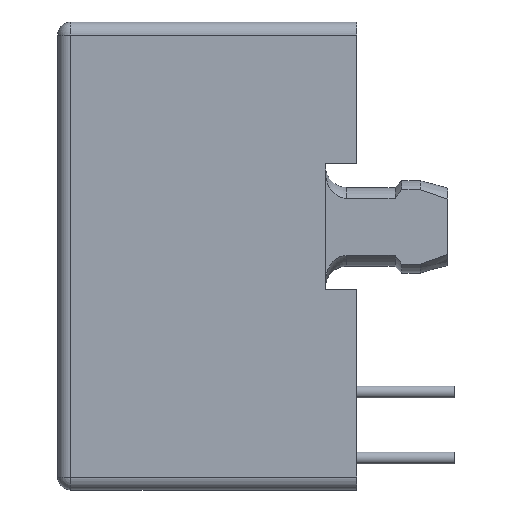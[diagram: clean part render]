
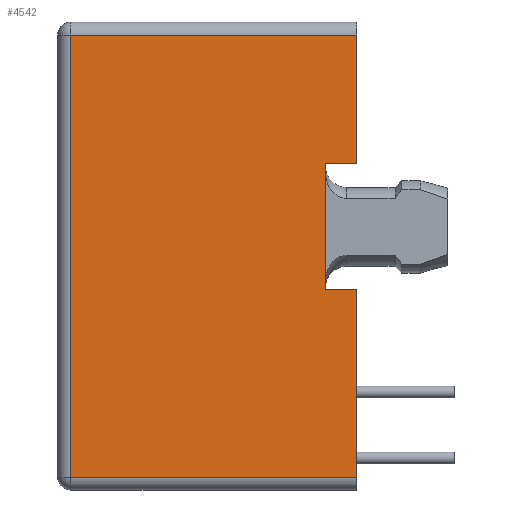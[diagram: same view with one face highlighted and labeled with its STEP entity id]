
A CAD part, left-side view. The second image highlights one B-rep face of the part: STEP entity #4542.
In plain terms, the highlighted planar face has unit normal (-1, 0, 0).
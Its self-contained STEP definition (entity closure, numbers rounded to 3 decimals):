
#7 = CARTESIAN_POINT ( 'NONE',  ( -6.6, 0., 7.38 ) ) ;
#77 = VECTOR ( 'NONE', #3128, 1000. ) ;
#222 = ORIENTED_EDGE ( 'NONE', *, *, #1933, .T. ) ;
#276 = CARTESIAN_POINT ( 'NONE',  ( -6.6, 1.2, -2.42 ) ) ;
#293 = VERTEX_POINT ( 'NONE', #4605 ) ;
#598 = CARTESIAN_POINT ( 'NONE',  ( -6.6, 11., -9.62 ) ) ;
#602 = ORIENTED_EDGE ( 'NONE', *, *, #3599, .F. ) ;
#683 = CARTESIAN_POINT ( 'NONE',  ( -6.6, 0., -9.62 ) ) ;
#823 = CARTESIAN_POINT ( 'NONE',  ( -6.6, 0., -2.42 ) ) ;
#828 = VECTOR ( 'NONE', #1606, 1000. ) ;
#873 = VERTEX_POINT ( 'NONE', #2709 ) ;
#906 = LINE ( 'NONE', #1739, #3971 ) ;
#965 = VERTEX_POINT ( 'NONE', #966 ) ;
#966 = CARTESIAN_POINT ( 'NONE',  ( -6.6, 0., -2.42 ) ) ;
#1102 = VERTEX_POINT ( 'NONE', #276 ) ;
#1165 = AXIS2_PLACEMENT_3D ( 'NONE', #2194, #2502, #4956 ) ;
#1189 = EDGE_CURVE ( 'NONE', #873, #1814, #3562, .T. ) ;
#1303 = CARTESIAN_POINT ( 'NONE',  ( -6.6, 1.2, 2.42 ) ) ;
#1367 = FACE_OUTER_BOUND ( 'NONE', #3991, .T. ) ;
#1525 = CARTESIAN_POINT ( 'NONE',  ( -6.6, 0., 2.42 ) ) ;
#1599 = LINE ( 'NONE', #4029, #2975 ) ;
#1606 = DIRECTION ( 'NONE',  ( 0., 1., 0. ) ) ;
#1739 = CARTESIAN_POINT ( 'NONE',  ( -6.6, 11., 7.38 ) ) ;
#1814 = VERTEX_POINT ( 'NONE', #2710 ) ;
#1855 = DIRECTION ( 'NONE',  ( 0., 0., 1. ) ) ;
#1898 = VECTOR ( 'NONE', #4236, 1000. ) ;
#1912 = LINE ( 'NONE', #1525, #77 ) ;
#1933 = EDGE_CURVE ( 'NONE', #2214, #4986, #1912, .T. ) ;
#2194 = CARTESIAN_POINT ( 'NONE',  ( -6.6, 11.5, 7.88 ) ) ;
#2196 = CARTESIAN_POINT ( 'NONE',  ( -6.6, 0., 2.42 ) ) ;
#2214 = VERTEX_POINT ( 'NONE', #2196 ) ;
#2237 = VECTOR ( 'NONE', #3009, 1000. ) ;
#2292 = LINE ( 'NONE', #2603, #4540 ) ;
#2459 = VECTOR ( 'NONE', #4379, 1000. ) ;
#2502 = DIRECTION ( 'NONE',  ( -1., 0., 0. ) ) ;
#2603 = CARTESIAN_POINT ( 'NONE',  ( -6.6, 1.2, -2.42 ) ) ;
#2659 = LINE ( 'NONE', #683, #1898 ) ;
#2671 = EDGE_CURVE ( 'NONE', #2214, #3154, #1599, .T. ) ;
#2709 = CARTESIAN_POINT ( 'NONE',  ( -6.6, 0., -9.62 ) ) ;
#2710 = CARTESIAN_POINT ( 'NONE',  ( -6.6, 11., -9.62 ) ) ;
#2867 = ORIENTED_EDGE ( 'NONE', *, *, #2927, .T. ) ;
#2887 = ORIENTED_EDGE ( 'NONE', *, *, #2926, .T. ) ;
#2892 = DIRECTION ( 'NONE',  ( 0., 1., 0. ) ) ;
#2926 = EDGE_CURVE ( 'NONE', #873, #965, #2659, .T. ) ;
#2927 = EDGE_CURVE ( 'NONE', #1102, #3154, #2292, .T. ) ;
#2975 = VECTOR ( 'NONE', #2892, 1000. ) ;
#2990 = ORIENTED_EDGE ( 'NONE', *, *, #1189, .F. ) ;
#3009 = DIRECTION ( 'NONE',  ( 0., 0., 1. ) ) ;
#3128 = DIRECTION ( 'NONE',  ( 0., 0., 1. ) ) ;
#3154 = VERTEX_POINT ( 'NONE', #1303 ) ;
#3243 = LINE ( 'NONE', #823, #828 ) ;
#3282 = ORIENTED_EDGE ( 'NONE', *, *, #2671, .F. ) ;
#3392 = PLANE ( 'NONE',  #1165 ) ;
#3562 = LINE ( 'NONE', #3972, #2459 ) ;
#3599 = EDGE_CURVE ( 'NONE', #293, #4986, #906, .T. ) ;
#3695 = EDGE_CURVE ( 'NONE', #1814, #293, #4148, .T. ) ;
#3909 = EDGE_CURVE ( 'NONE', #965, #1102, #3243, .T. ) ;
#3946 = ORIENTED_EDGE ( 'NONE', *, *, #3695, .F. ) ;
#3971 = VECTOR ( 'NONE', #4761, 1000. ) ;
#3972 = CARTESIAN_POINT ( 'NONE',  ( -6.6, 0., -9.62 ) ) ;
#3991 = EDGE_LOOP ( 'NONE', ( #3946, #2990, #2887, #4734, #2867, #3282, #222, #602 ) ) ;
#4029 = CARTESIAN_POINT ( 'NONE',  ( -6.6, 0., 2.42 ) ) ;
#4148 = LINE ( 'NONE', #598, #2237 ) ;
#4236 = DIRECTION ( 'NONE',  ( 0., 0., 1. ) ) ;
#4379 = DIRECTION ( 'NONE',  ( 0., 1., 0. ) ) ;
#4540 = VECTOR ( 'NONE', #1855, 1000. ) ;
#4542 = ADVANCED_FACE ( 'NONE', ( #1367 ), #3392, .T. ) ;
#4605 = CARTESIAN_POINT ( 'NONE',  ( -6.6, 11., 7.38 ) ) ;
#4734 = ORIENTED_EDGE ( 'NONE', *, *, #3909, .T. ) ;
#4761 = DIRECTION ( 'NONE',  ( 0., -1., 0. ) ) ;
#4956 = DIRECTION ( 'NONE',  ( 0., 0., 1. ) ) ;
#4986 = VERTEX_POINT ( 'NONE', #7 ) ;
